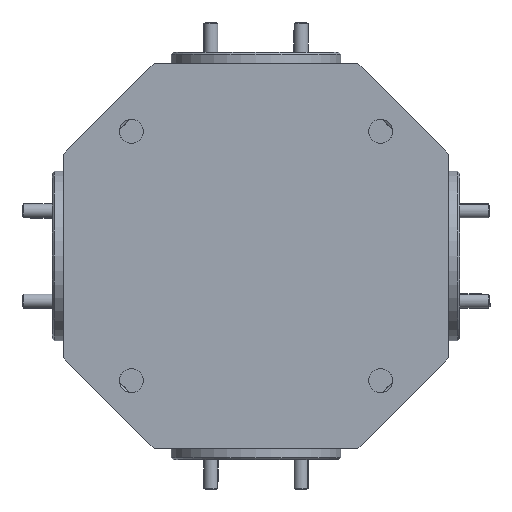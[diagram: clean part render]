
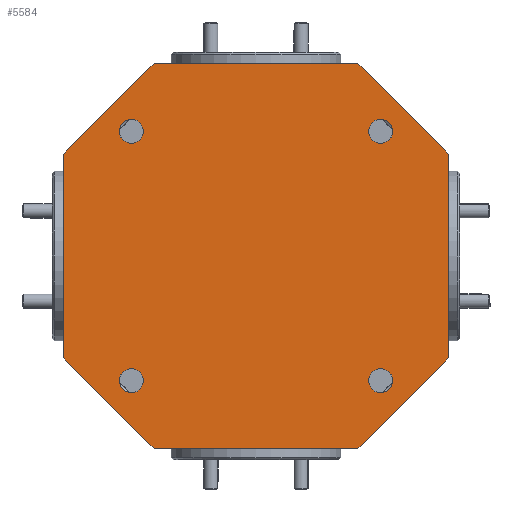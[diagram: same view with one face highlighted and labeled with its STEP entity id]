
A CAD part, front view. The second image highlights one B-rep face of the part: STEP entity #5584.
In plain terms, the highlighted planar face has unit normal (0, -1, 0).
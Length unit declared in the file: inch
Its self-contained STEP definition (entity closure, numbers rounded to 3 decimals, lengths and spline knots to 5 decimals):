
#16 = FACE_OUTER_BOUND ( 'NONE', #5470, .T. ) ;
#30 = CARTESIAN_POINT ( 'NONE',  ( -0.85, 0., 0.45 ) ) ;
#37 = VERTEX_POINT ( 'NONE', #10788 ) ;
#247 = EDGE_CURVE ( 'NONE', #10671, #310, #6527, .T. ) ;
#254 = CARTESIAN_POINT ( 'NONE',  ( 0.55, 0., 0.60325 ) ) ;
#268 = VECTOR ( 'NONE', #7984, 39.37008 ) ;
#310 = VERTEX_POINT ( 'NONE', #7208 ) ;
#355 = CARTESIAN_POINT ( 'NONE',  ( 0.45, 0., 0.85 ) ) ;
#393 = LINE ( 'NONE', #4527, #4082 ) ;
#444 = CARTESIAN_POINT ( 'NONE',  ( -0.85, 0., 0.85 ) ) ;
#449 = ORIENTED_EDGE ( 'NONE', *, *, #8986, .F. ) ;
#603 = VECTOR ( 'NONE', #2622, 39.37008 ) ;
#627 = EDGE_LOOP ( 'NONE', ( #3558, #10840 ) ) ;
#777 = VERTEX_POINT ( 'NONE', #355 ) ;
#779 = VERTEX_POINT ( 'NONE', #254 ) ;
#918 = CARTESIAN_POINT ( 'NONE',  ( -0.45, 0., -0.85 ) ) ;
#928 = ORIENTED_EDGE ( 'NONE', *, *, #3781, .F. ) ;
#956 = ORIENTED_EDGE ( 'NONE', *, *, #8596, .F. ) ;
#986 = CARTESIAN_POINT ( 'NONE',  ( -0.55, 0., -0.55 ) ) ;
#1049 = ORIENTED_EDGE ( 'NONE', *, *, #7768, .F. ) ;
#1097 = EDGE_CURVE ( 'NONE', #10987, #2799, #393, .T. ) ;
#1206 = DIRECTION ( 'NONE',  ( -0.707, 0., 0.707 ) ) ;
#1215 = LINE ( 'NONE', #444, #268 ) ;
#1416 = AXIS2_PLACEMENT_3D ( 'NONE', #6305, #10353, #1935 ) ;
#1455 = DIRECTION ( 'NONE',  ( 0., 0., -1. ) ) ;
#1525 = EDGE_CURVE ( 'NONE', #5901, #9772, #8037, .T. ) ;
#1702 = AXIS2_PLACEMENT_3D ( 'NONE', #8958, #9676, #2846 ) ;
#1935 = DIRECTION ( 'NONE',  ( 0., 0., -1. ) ) ;
#2024 = LINE ( 'NONE', #2077, #10814 ) ;
#2059 = DIRECTION ( 'NONE',  ( -1., 0., 0. ) ) ;
#2077 = CARTESIAN_POINT ( 'NONE',  ( -0.85, 0., 0.85 ) ) ;
#2116 = DIRECTION ( 'NONE',  ( 0., -1., 0. ) ) ;
#2223 = CARTESIAN_POINT ( 'NONE',  ( -0.85, 0., -0.45 ) ) ;
#2522 = CARTESIAN_POINT ( 'NONE',  ( 0., 0., 0. ) ) ;
#2622 = DIRECTION ( 'NONE',  ( 0.707, 0., -0.707 ) ) ;
#2666 = DIRECTION ( 'NONE',  ( -0.707, 0., -0.707 ) ) ;
#2773 = CARTESIAN_POINT ( 'NONE',  ( 0.85, 0., 0.85 ) ) ;
#2799 = VERTEX_POINT ( 'NONE', #918 ) ;
#2846 = DIRECTION ( 'NONE',  ( 0., 0., -1. ) ) ;
#2934 = ORIENTED_EDGE ( 'NONE', *, *, #7596, .F. ) ;
#3067 = DIRECTION ( 'NONE',  ( 0., 0., -1. ) ) ;
#3274 = CARTESIAN_POINT ( 'NONE',  ( 0.55, 0., -0.55 ) ) ;
#3558 = ORIENTED_EDGE ( 'NONE', *, *, #7449, .F. ) ;
#3601 = DIRECTION ( 'NONE',  ( 0., -1., 0. ) ) ;
#3656 = CARTESIAN_POINT ( 'NONE',  ( -0.65, 0., 0.65 ) ) ;
#3717 = ORIENTED_EDGE ( 'NONE', *, *, #4205, .T. ) ;
#3765 = DIRECTION ( 'NONE',  ( 0., 0., -1. ) ) ;
#3781 = EDGE_CURVE ( 'NONE', #10475, #6739, #7483, .T. ) ;
#3798 = AXIS2_PLACEMENT_3D ( 'NONE', #7288, #3829, #3765 ) ;
#3800 = CARTESIAN_POINT ( 'NONE',  ( 0.55, 0., 0.55 ) ) ;
#3829 = DIRECTION ( 'NONE',  ( 0., -1., 0. ) ) ;
#3909 = CARTESIAN_POINT ( 'NONE',  ( 0.45, 0., -0.85 ) ) ;
#3933 = LINE ( 'NONE', #8293, #603 ) ;
#4028 = VECTOR ( 'NONE', #6326, 39.37008 ) ;
#4062 = ORIENTED_EDGE ( 'NONE', *, *, #9369, .T. ) ;
#4064 = ORIENTED_EDGE ( 'NONE', *, *, #1525, .F. ) ;
#4082 = VECTOR ( 'NONE', #2059, 39.37008 ) ;
#4205 = EDGE_CURVE ( 'NONE', #37, #6537, #7805, .T. ) ;
#4292 = EDGE_LOOP ( 'NONE', ( #1049, #956 ) ) ;
#4354 = CARTESIAN_POINT ( 'NONE',  ( 0.55, 0., 0.55 ) ) ;
#4374 = ORIENTED_EDGE ( 'NONE', *, *, #247, .F. ) ;
#4524 = AXIS2_PLACEMENT_3D ( 'NONE', #4354, #3601, #7019 ) ;
#4527 = CARTESIAN_POINT ( 'NONE',  ( -0.85, 0., -0.85 ) ) ;
#4718 = DIRECTION ( 'NONE',  ( 1., 0., 0. ) ) ;
#4733 = LINE ( 'NONE', #8141, #9885 ) ;
#5035 = ORIENTED_EDGE ( 'NONE', *, *, #8388, .F. ) ;
#5037 = AXIS2_PLACEMENT_3D ( 'NONE', #2522, #9357, #1455 ) ;
#5051 = CARTESIAN_POINT ( 'NONE',  ( 0.55, 0., 0.49675 ) ) ;
#5244 = CIRCLE ( 'NONE', #4524, 0.05325 ) ;
#5406 = ORIENTED_EDGE ( 'NONE', *, *, #8257, .T. ) ;
#5421 = CIRCLE ( 'NONE', #10439, 0.05325 ) ;
#5423 = LINE ( 'NONE', #8852, #4028 ) ;
#5438 = VERTEX_POINT ( 'NONE', #9346 ) ;
#5470 = EDGE_LOOP ( 'NONE', ( #4064, #9438, #449, #3717, #7036, #5406, #5525, #4062 ) ) ;
#5525 = ORIENTED_EDGE ( 'NONE', *, *, #1097, .F. ) ;
#5584 = ADVANCED_FACE ( 'NONE', ( #11050, #7609, #5822, #6664, #16 ), #10030, .T. ) ;
#5786 = CIRCLE ( 'NONE', #6500, 0.05325 ) ;
#5822 = FACE_BOUND ( 'NONE', #627, .T. ) ;
#5901 = VERTEX_POINT ( 'NONE', #5940 ) ;
#5911 = DIRECTION ( 'NONE',  ( 0., 0., -1. ) ) ;
#5940 = CARTESIAN_POINT ( 'NONE',  ( 0.85, 0., 0.45 ) ) ;
#6187 = DIRECTION ( 'NONE',  ( 0., 0., -1. ) ) ;
#6305 = CARTESIAN_POINT ( 'NONE',  ( -0.55, 0., -0.55 ) ) ;
#6326 = DIRECTION ( 'NONE',  ( 0.707, 0., 0.707 ) ) ;
#6484 = EDGE_LOOP ( 'NONE', ( #928, #5035 ) ) ;
#6500 = AXIS2_PLACEMENT_3D ( 'NONE', #986, #10337, #6964 ) ;
#6527 = CIRCLE ( 'NONE', #1702, 0.05325 ) ;
#6537 = VERTEX_POINT ( 'NONE', #30 ) ;
#6664 = FACE_BOUND ( 'NONE', #4292, .T. ) ;
#6739 = VERTEX_POINT ( 'NONE', #9344 ) ;
#6964 = DIRECTION ( 'NONE',  ( 0., 0., -1. ) ) ;
#7019 = DIRECTION ( 'NONE',  ( 0., 0., -1. ) ) ;
#7036 = ORIENTED_EDGE ( 'NONE', *, *, #8738, .F. ) ;
#7208 = CARTESIAN_POINT ( 'NONE',  ( 0.55, 0., -0.49675 ) ) ;
#7213 = AXIS2_PLACEMENT_3D ( 'NONE', #3800, #8220, #3067 ) ;
#7255 = CARTESIAN_POINT ( 'NONE',  ( 0.85, 0., -0.45 ) ) ;
#7288 = CARTESIAN_POINT ( 'NONE',  ( -0.55, 0., 0.55 ) ) ;
#7449 = EDGE_CURVE ( 'NONE', #5438, #8553, #8639, .T. ) ;
#7483 = CIRCLE ( 'NONE', #1416, 0.05325 ) ;
#7596 = EDGE_CURVE ( 'NONE', #310, #10671, #10787, .T. ) ;
#7609 = FACE_BOUND ( 'NONE', #6484, .T. ) ;
#7768 = EDGE_CURVE ( 'NONE', #10234, #779, #5244, .T. ) ;
#7805 = LINE ( 'NONE', #3656, #10020 ) ;
#7816 = EDGE_CURVE ( 'NONE', #5901, #777, #4733, .T. ) ;
#7984 = DIRECTION ( 'NONE',  ( 0., 0., 1. ) ) ;
#8037 = LINE ( 'NONE', #2773, #10701 ) ;
#8141 = CARTESIAN_POINT ( 'NONE',  ( 0.65, 0., 0.65 ) ) ;
#8220 = DIRECTION ( 'NONE',  ( 0., -1., 0. ) ) ;
#8257 = EDGE_CURVE ( 'NONE', #11083, #2799, #3933, .T. ) ;
#8293 = CARTESIAN_POINT ( 'NONE',  ( -0.65, 0., -0.65 ) ) ;
#8388 = EDGE_CURVE ( 'NONE', #6739, #10475, #5786, .T. ) ;
#8553 = VERTEX_POINT ( 'NONE', #9213 ) ;
#8596 = EDGE_CURVE ( 'NONE', #779, #10234, #9189, .T. ) ;
#8614 = EDGE_CURVE ( 'NONE', #8553, #5438, #5421, .T. ) ;
#8639 = CIRCLE ( 'NONE', #3798, 0.05325 ) ;
#8738 = EDGE_CURVE ( 'NONE', #11083, #6537, #1215, .T. ) ;
#8852 = CARTESIAN_POINT ( 'NONE',  ( 0.65, 0., -0.65 ) ) ;
#8958 = CARTESIAN_POINT ( 'NONE',  ( 0.55, 0., -0.55 ) ) ;
#8986 = EDGE_CURVE ( 'NONE', #37, #777, #2024, .T. ) ;
#9189 = CIRCLE ( 'NONE', #7213, 0.05325 ) ;
#9213 = CARTESIAN_POINT ( 'NONE',  ( -0.55, 0., 0.60325 ) ) ;
#9344 = CARTESIAN_POINT ( 'NONE',  ( -0.55, 0., -0.49675 ) ) ;
#9346 = CARTESIAN_POINT ( 'NONE',  ( -0.55, 0., 0.49675 ) ) ;
#9357 = DIRECTION ( 'NONE',  ( 0., -1., 0. ) ) ;
#9369 = EDGE_CURVE ( 'NONE', #10987, #9772, #5423, .T. ) ;
#9420 = CARTESIAN_POINT ( 'NONE',  ( -0.55, 0., -0.60325 ) ) ;
#9438 = ORIENTED_EDGE ( 'NONE', *, *, #7816, .T. ) ;
#9676 = DIRECTION ( 'NONE',  ( 0., -1., 0. ) ) ;
#9772 = VERTEX_POINT ( 'NONE', #7255 ) ;
#9885 = VECTOR ( 'NONE', #1206, 39.37008 ) ;
#10020 = VECTOR ( 'NONE', #2666, 39.37008 ) ;
#10027 = CARTESIAN_POINT ( 'NONE',  ( 0.55, 0., -0.60325 ) ) ;
#10030 = PLANE ( 'NONE',  #5037 ) ;
#10229 = DIRECTION ( 'NONE',  ( 0., -1., 0. ) ) ;
#10234 = VERTEX_POINT ( 'NONE', #5051 ) ;
#10337 = DIRECTION ( 'NONE',  ( 0., -1., 0. ) ) ;
#10353 = DIRECTION ( 'NONE',  ( 0., -1., 0. ) ) ;
#10439 = AXIS2_PLACEMENT_3D ( 'NONE', #10751, #2116, #10808 ) ;
#10475 = VERTEX_POINT ( 'NONE', #9420 ) ;
#10671 = VERTEX_POINT ( 'NONE', #10027 ) ;
#10701 = VECTOR ( 'NONE', #6187, 39.37008 ) ;
#10751 = CARTESIAN_POINT ( 'NONE',  ( -0.55, 0., 0.55 ) ) ;
#10787 = CIRCLE ( 'NONE', #10975, 0.05325 ) ;
#10788 = CARTESIAN_POINT ( 'NONE',  ( -0.45, 0., 0.85 ) ) ;
#10808 = DIRECTION ( 'NONE',  ( 0., 0., -1. ) ) ;
#10814 = VECTOR ( 'NONE', #4718, 39.37008 ) ;
#10840 = ORIENTED_EDGE ( 'NONE', *, *, #8614, .F. ) ;
#10889 = EDGE_LOOP ( 'NONE', ( #4374, #2934 ) ) ;
#10975 = AXIS2_PLACEMENT_3D ( 'NONE', #3274, #10229, #5911 ) ;
#10987 = VERTEX_POINT ( 'NONE', #3909 ) ;
#11050 = FACE_BOUND ( 'NONE', #10889, .T. ) ;
#11083 = VERTEX_POINT ( 'NONE', #2223 ) ;
